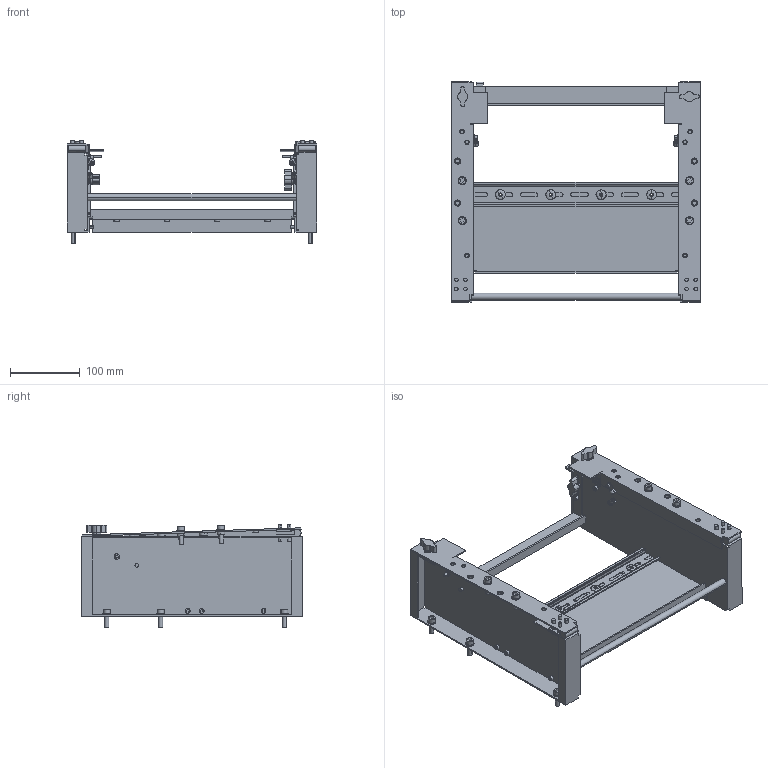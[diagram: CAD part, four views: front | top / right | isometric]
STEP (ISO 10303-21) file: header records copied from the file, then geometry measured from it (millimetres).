
FILE_DESCRIPTION(('CATIA V5R22 STEP214','CAx-IF Rec.Pracs.--- Model Styling and Organization---1.4--- 2014-01-23'),'2;1');
FILE_NAME ('1341200-4_0_8000074896_8000074896.stp','2022-10-14T12:21:03+00:00',('none'),('Weidmueller'),'CATIA Version 5-6 Release 2016 SP3 HF44','CATIA V5 STEP AP214','none');
FILE_SCHEMA(('AUTOMOTIVE_DESIGN { 1 0 10303 214 1 1 1 1 }'));
Products named in the file (1): 8000074896_MIGRATION RACK PLC5-8S H
Bounding box: 356 x 315 x 147.99 mm (x, y, z)
Volume: 507035.4 mm3; surface area: 466632.8 mm2
Topology: 1 solids, 29 shells, 1425 faces, 3612 edges, 2390 vertices
Faces by surface type: plane 755, cylinder 604, bspline 64, cone 2
Entity records: 49626 total; most frequent: CARTESIAN_POINT 15075, ORIENTED_EDGE 7224, DIRECTION 5686, EDGE_CURVE 3612, VERTEX_POINT 2390, AXIS2_PLACEMENT_3D 2220, VECTOR 2106, LINE 2106
